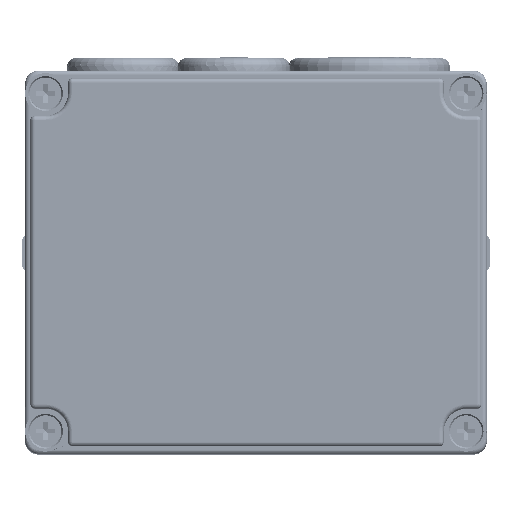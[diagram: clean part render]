
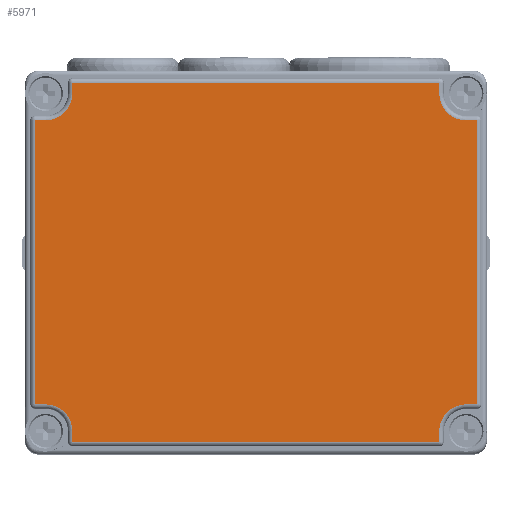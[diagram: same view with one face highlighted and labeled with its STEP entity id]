
A CAD part, top view. The second image highlights one B-rep face of the part: STEP entity #5971.
In plain terms, the highlighted planar face has unit normal (0, 0, 1).
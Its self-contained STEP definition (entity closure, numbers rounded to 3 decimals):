
#5971=ADVANCED_FACE('',(#10142),#7965,.F.);
#7965=PLANE('',#48632);
#10142=FACE_OUTER_BOUND('',#13009,.T.);
#13009=EDGE_LOOP('',(#33412,#33413,#33414,#33415,#33416,#33417,#33418,#33419,
#33420,#33421,#33422,#33423,#33424,#33425,#33426,#33427));
#16687=LINE('',#130195,#20472);
#16688=LINE('',#130201,#20473);
#16689=LINE('',#130203,#20474);
#16690=LINE('',#130205,#20475);
#16691=LINE('',#130215,#20476);
#16792=LINE('',#130540,#20577);
#16793=LINE('',#130542,#20578);
#16795=LINE('',#130548,#20580);
#16796=LINE('',#130552,#20581);
#16797=LINE('',#130554,#20582);
#16798=LINE('',#130556,#20583);
#16799=LINE('',#130560,#20584);
#20472=VECTOR('',#58458,1.);
#20473=VECTOR('',#58467,1.);
#20474=VECTOR('',#58470,1.);
#20475=VECTOR('',#58473,1.);
#20476=VECTOR('',#58486,1.);
#20577=VECTOR('',#58759,1.);
#20578=VECTOR('',#58762,1.);
#20580=VECTOR('',#58768,1.);
#20581=VECTOR('',#58771,1.);
#20582=VECTOR('',#58772,1.);
#20583=VECTOR('',#58773,1.);
#20584=VECTOR('',#58776,1.);
#33412=ORIENTED_EDGE('',*,*,#44525,.T.);
#33413=ORIENTED_EDGE('',*,*,#44529,.T.);
#33414=ORIENTED_EDGE('',*,*,#44530,.T.);
#33415=ORIENTED_EDGE('',*,*,#44531,.T.);
#33416=ORIENTED_EDGE('',*,*,#44532,.T.);
#33417=ORIENTED_EDGE('',*,*,#44533,.T.);
#33418=ORIENTED_EDGE('',*,*,#44534,.T.);
#33419=ORIENTED_EDGE('',*,*,#44535,.T.);
#33420=ORIENTED_EDGE('',*,*,#44526,.T.);
#33421=ORIENTED_EDGE('',*,*,#44379,.T.);
#33422=ORIENTED_EDGE('',*,*,#44377,.T.);
#33423=ORIENTED_EDGE('',*,*,#44374,.T.);
#33424=ORIENTED_EDGE('',*,*,#44373,.T.);
#33425=ORIENTED_EDGE('',*,*,#44372,.T.);
#33426=ORIENTED_EDGE('',*,*,#44371,.T.);
#33427=ORIENTED_EDGE('',*,*,#44369,.T.);
#37905=VERTEX_POINT('',#130063);
#37910=VERTEX_POINT('',#130081);
#37941=VERTEX_POINT('',#130192);
#37942=VERTEX_POINT('',#130194);
#37943=VERTEX_POINT('',#130198);
#37944=VERTEX_POINT('',#130206);
#37945=VERTEX_POINT('',#130210);
#37946=VERTEX_POINT('',#130214);
#38044=VERTEX_POINT('',#130539);
#38045=VERTEX_POINT('',#130543);
#38047=VERTEX_POINT('',#130549);
#38048=VERTEX_POINT('',#130551);
#38049=VERTEX_POINT('',#130553);
#38050=VERTEX_POINT('',#130555);
#38051=VERTEX_POINT('',#130557);
#38052=VERTEX_POINT('',#130559);
#44369=EDGE_CURVE('',#37941,#37942,#16687,.T.);
#44371=EDGE_CURVE('',#37943,#37941,#45385,.T.);
#44372=EDGE_CURVE('',#37905,#37943,#16688,.T.);
#44373=EDGE_CURVE('',#37910,#37905,#16689,.T.);
#44374=EDGE_CURVE('',#37944,#37910,#16690,.T.);
#44377=EDGE_CURVE('',#37945,#37944,#45388,.T.);
#44379=EDGE_CURVE('',#37946,#37945,#16691,.T.);
#44525=EDGE_CURVE('',#37942,#38044,#16792,.T.);
#44526=EDGE_CURVE('',#38045,#37946,#16793,.T.);
#44529=EDGE_CURVE('',#38044,#38047,#16795,.T.);
#44530=EDGE_CURVE('',#38047,#38048,#45430,.T.);
#44531=EDGE_CURVE('',#38048,#38049,#16796,.T.);
#44532=EDGE_CURVE('',#38049,#38050,#16797,.T.);
#44533=EDGE_CURVE('',#38050,#38051,#16798,.T.);
#44534=EDGE_CURVE('',#38051,#38052,#45431,.T.);
#44535=EDGE_CURVE('',#38052,#38045,#16799,.T.);
#45385=CIRCLE('',#48531,6.);
#45388=CIRCLE('',#48538,6.);
#45430=CIRCLE('',#48630,6.);
#45431=CIRCLE('',#48631,6.);
#48531=AXIS2_PLACEMENT_3D('',#130199,#58463,#58464);
#48538=AXIS2_PLACEMENT_3D('',#130211,#58480,#58481);
#48630=AXIS2_PLACEMENT_3D('',#130550,#58769,#58770);
#48631=AXIS2_PLACEMENT_3D('',#130558,#58774,#58775);
#48632=AXIS2_PLACEMENT_3D('',#130561,#58777,#58778);
#58458=DIRECTION('',(0.,-1.,0.));
#58463=DIRECTION('',(0.,0.,-1.));
#58464=DIRECTION('',(0.,1.,0.));
#58467=DIRECTION('',(1.,0.,0.));
#58470=DIRECTION('',(0.,-1.,0.));
#58473=DIRECTION('',(-1.,0.,0.));
#58480=DIRECTION('',(0.,0.,-1.));
#58481=DIRECTION('',(0.,1.,0.));
#58486=DIRECTION('',(0.,-1.,0.));
#58759=DIRECTION('',(1.,0.,0.));
#58762=DIRECTION('',(-1.,0.,0.));
#58768=DIRECTION('',(0.,1.,0.));
#58769=DIRECTION('',(0.,0.,-1.));
#58770=DIRECTION('',(0.,1.,0.));
#58771=DIRECTION('',(1.,0.,0.));
#58772=DIRECTION('',(0.,1.,0.));
#58773=DIRECTION('',(-1.,0.,0.));
#58774=DIRECTION('',(0.,0.,-1.));
#58775=DIRECTION('',(0.,1.,0.));
#58776=DIRECTION('',(0.,1.,0.));
#58777=DIRECTION('',(0.,0.,-1.));
#58778=DIRECTION('',(0.,-1.,0.));
#130063=CARTESIAN_POINT('',(473.698,-28.09,9.));
#130081=CARTESIAN_POINT('',(473.698,35.261,9.));
#130192=CARTESIAN_POINT('',(482.085,-34.09,9.));
#130194=CARTESIAN_POINT('',(482.085,-36.473,9.));
#130195=CARTESIAN_POINT('',(482.085,-22.428,9.));
#130198=CARTESIAN_POINT('',(476.085,-28.09,9.));
#130199=CARTESIAN_POINT('',(476.085,-34.09,9.));
#130201=CARTESIAN_POINT('',(482.415,-28.09,9.));
#130203=CARTESIAN_POINT('',(473.698,-22.428,9.));
#130205=CARTESIAN_POINT('',(473.698,35.261,9.));
#130206=CARTESIAN_POINT('',(476.085,35.261,9.));
#130210=CARTESIAN_POINT('',(482.085,41.261,9.));
#130211=CARTESIAN_POINT('',(476.085,41.261,9.));
#130214=CARTESIAN_POINT('',(482.085,43.645,9.));
#130215=CARTESIAN_POINT('',(482.085,41.261,9.));
#130539=CARTESIAN_POINT('',(563.915,-36.473,9.));
#130540=CARTESIAN_POINT('',(435.415,-36.473,9.));
#130542=CARTESIAN_POINT('',(434.085,43.645,9.));
#130543=CARTESIAN_POINT('',(563.915,43.645,9.));
#130548=CARTESIAN_POINT('',(563.915,-34.09,9.));
#130549=CARTESIAN_POINT('',(563.915,-34.09,9.));
#130550=CARTESIAN_POINT('',(569.915,-34.09,9.));
#130551=CARTESIAN_POINT('',(569.915,-28.09,9.));
#130552=CARTESIAN_POINT('',(572.302,-28.09,9.));
#130553=CARTESIAN_POINT('',(572.302,-28.09,9.));
#130554=CARTESIAN_POINT('',(572.302,36.261,9.));
#130555=CARTESIAN_POINT('',(572.302,35.261,9.));
#130556=CARTESIAN_POINT('',(435.415,35.261,9.));
#130557=CARTESIAN_POINT('',(569.915,35.261,9.));
#130558=CARTESIAN_POINT('',(569.915,41.261,9.));
#130559=CARTESIAN_POINT('',(563.915,41.261,9.));
#130560=CARTESIAN_POINT('',(563.915,-22.428,9.));
#130561=CARTESIAN_POINT('',(435.415,-22.428,9.));
